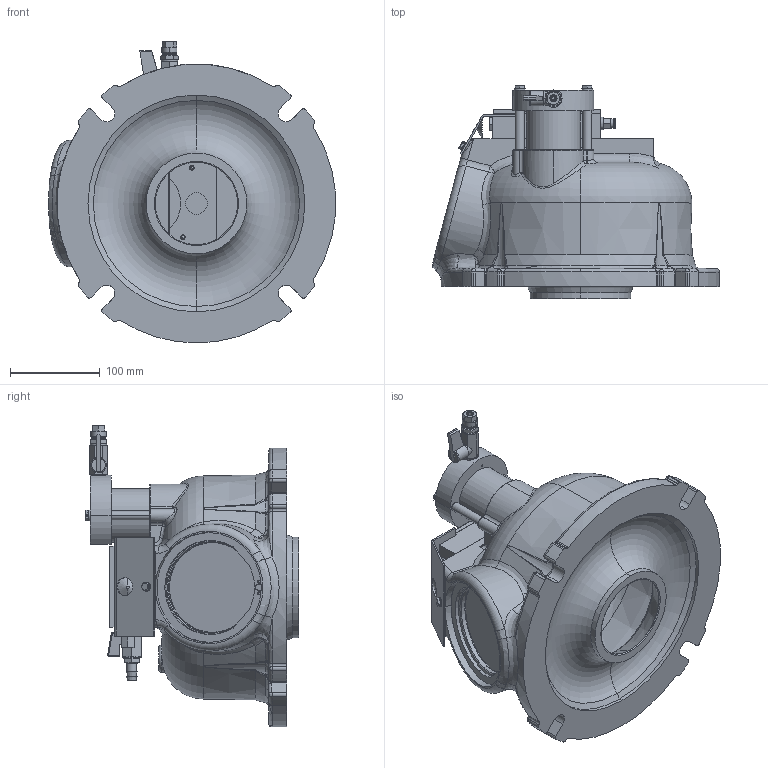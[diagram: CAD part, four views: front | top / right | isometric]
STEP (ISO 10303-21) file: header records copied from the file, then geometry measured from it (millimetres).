
FILE_DESCRIPTION (( 'STEP AP214' ), '1' );
FILE_NAME ('HPE_21099.STEP', '2013-08-08T10:29:16', ( 'Admin2' ), ( '' ), 'SwSTEP 2.0', 'SolidWorks 2010', '' );
FILE_SCHEMA (( 'AUTOMOTIVE_DESIGN' ));
Length unit declared in the file: millimetre
Products named in the file (1): HPE_21099
Bounding box: 318.77 x 237.1 x 335.5 mm (x, y, z)
Surface area: 469387.2 mm2 (no closed solid volume)
Topology: 0 solids, 59 shells, 762 faces, 2225 edges, 1471 vertices
Faces by surface type: plane 246, cylinder 209, bspline 113, cone 110, torus 78, sphere 6
Entity records: 42963 total; most frequent: CARTESIAN_POINT 15692, DIRECTION 3798, ORIENTED_EDGE 3716, EDGE_CURVE 2196, AXIS2_PLACEMENT_3D 1503, VERTEX_POINT 1471, EDGE_LOOP 864, CIRCLE 853
